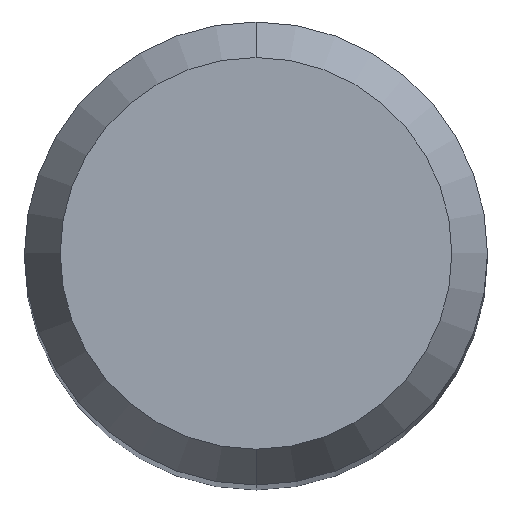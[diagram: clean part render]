
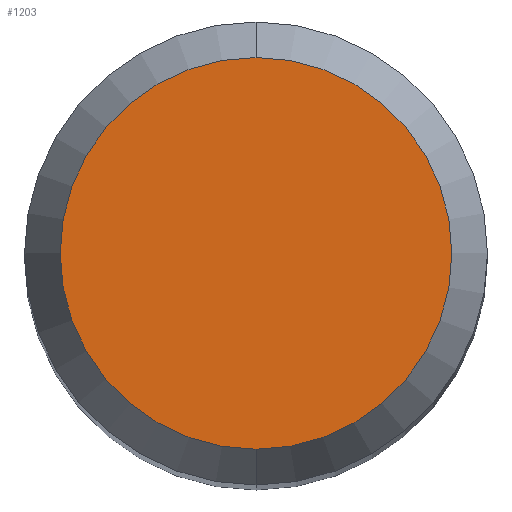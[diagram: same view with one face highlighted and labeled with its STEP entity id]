
A CAD part, top view. The second image highlights one B-rep face of the part: STEP entity #1203.
In plain terms, the highlighted planar face has unit normal (0, 0, 1).
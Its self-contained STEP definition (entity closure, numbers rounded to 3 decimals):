
#849=EDGE_CURVE('',#1123,#917,#1821,.T.);
#903=EDGE_CURVE('',#917,#1123,#1877,.T.);
#917=VERTEX_POINT('',#1893);
#1123=VERTEX_POINT('',#2120);
#1203=ADVANCED_FACE('',(#2206),#2207,.T.);
#1821=CIRCLE('',#6594,2.538);
#1877=CIRCLE('',#7260,2.538);
#1893=CARTESIAN_POINT('',(0.,-2.538,0.0));
#2120=CARTESIAN_POINT('',(0.0,2.538,0.0));
#2206=FACE_OUTER_BOUND('',#10785,.T.);
#2207=PLANE('',#10786);
#6594=AXIS2_PLACEMENT_3D('',#13974,#13975,#13976);
#7260=AXIS2_PLACEMENT_3D('',#13997,#13998,#13999);
#10785=EDGE_LOOP('',(#14335,#14336));
#10786=AXIS2_PLACEMENT_3D('',#14337,#14338,#14339);
#13974=CARTESIAN_POINT('',(0.0,0.0,0.0));
#13975=DIRECTION('',(0.0,0.0,-1.0));
#13976=DIRECTION('',(0.0,1.0,0.0));
#13997=CARTESIAN_POINT('',(0.0,0.0,0.0));
#13998=DIRECTION('',(0.0,0.0,-1.0));
#13999=DIRECTION('',(0.0,1.0,0.0));
#14335=ORIENTED_EDGE('',*,*,#849,.F.);
#14336=ORIENTED_EDGE('',*,*,#903,.F.);
#14337=CARTESIAN_POINT('',(0.0,1.269,0.0));
#14338=DIRECTION('',(-0.0,0.0,1.0));
#14339=DIRECTION('',(0.0,-1.0,0.0));
